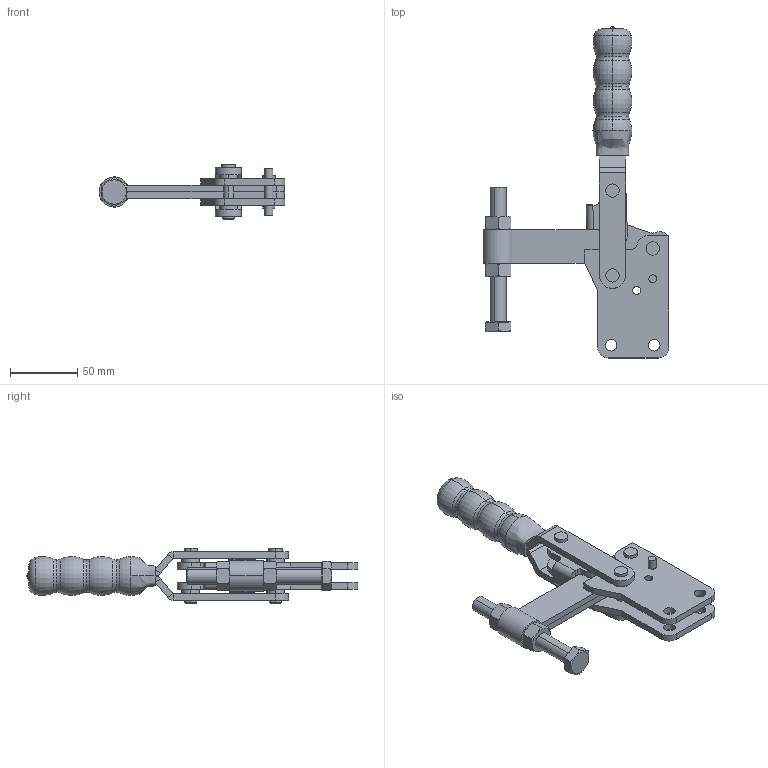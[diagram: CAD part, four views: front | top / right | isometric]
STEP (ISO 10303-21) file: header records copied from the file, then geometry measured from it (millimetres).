
FILE_DESCRIPTION (( 'STEP AP214' ), '1' );
FILE_NAME ('GH-14501-C(Â²¤Æ)-1.STEP', '2020-03-23T08:07:02', ( 'LinWei' ), ( '' ), 'SwSTEP 2.0', 'SolidWorks 2016', '' );
FILE_SCHEMA (( 'AUTOMOTIVE_DESIGN' ));
Length unit declared in the file: millimetre
Products named in the file (6): Group6^GH-14501-C(簡化)-1; Group2^GH-14501-C(簡化)-1; Group1^GH-14501-C(簡化)-1; Group4^GH-14501-C(簡化)-1; Group3^GH-14501-C(簡化)-1; GH-14501-C(簡化)-1
Assembly tree (5 placements, depth 2):
  GH-14501-C(簡化)-1
    Group3^GH-14501-C(簡化)-1
    Group4^GH-14501-C(簡化)-1
    Group1^GH-14501-C(簡化)-1
    Group2^GH-14501-C(簡化)-1
    Group6^GH-14501-C(簡化)-1
Bounding box: 138.25 x 246.9 x 41 mm (x, y, z)
Volume: 188946.2 mm3; surface area: 68506.3 mm2
Topology: 5 solids, 5 shells, 594 faces, 1509 edges, 964 vertices
Faces by surface type: plane 252, cylinder 147, bspline 125, cone 42, torus 26, sphere 2
Entity records: 24303 total; most frequent: CARTESIAN_POINT 8859, ORIENTED_EDGE 3018, DIRECTION 2541, EDGE_CURVE 1509, VERTEX_POINT 964, AXIS2_PLACEMENT_3D 865, VECTOR 811, LINE 811
